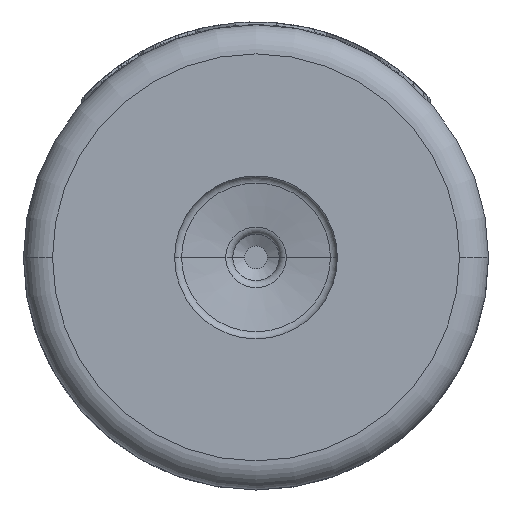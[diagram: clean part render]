
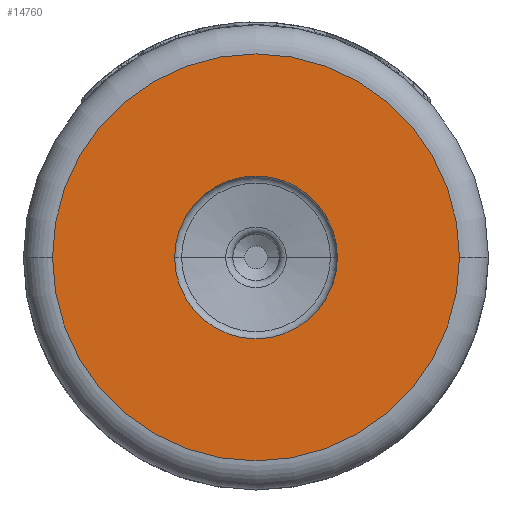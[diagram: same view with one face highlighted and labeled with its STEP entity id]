
A CAD part, front view. The second image highlights one B-rep face of the part: STEP entity #14760.
In plain terms, the highlighted planar face has unit normal (0, -1, 0).
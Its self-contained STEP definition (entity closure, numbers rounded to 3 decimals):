
#2238=CARTESIAN_POINT('',(0.,-4.,0.));
#2239=DIRECTION('',(0.,-1.,0.));
#2240=DIRECTION('',(-1.,0.,0.));
#2241=AXIS2_PLACEMENT_3D('',#2238,#2239,#2240);
#2253=CARTESIAN_POINT('',(0.,-4.,0.));
#2254=DIRECTION('',(0.,-1.,0.));
#2255=DIRECTION('',(-1.,0.,0.));
#2256=AXIS2_PLACEMENT_3D('',#2253,#2254,#2255);
#2258=CARTESIAN_POINT('',(0.,-4.,0.));
#2259=DIRECTION('',(0.,-1.,0.));
#2260=DIRECTION('',(1.,0.,0.));
#2261=AXIS2_PLACEMENT_3D('',#2258,#2259,#2260);
#2263=CARTESIAN_POINT('',(0.,-4.,0.));
#2264=DIRECTION('',(0.,-1.,0.));
#2265=DIRECTION('',(1.,0.,0.));
#2266=AXIS2_PLACEMENT_3D('',#2263,#2264,#2265);
#12337=CARTESIAN_POINT('',(-1.4,-4.,0.));
#12338=CARTESIAN_POINT('',(1.4,-4.,0.));
#12339=VERTEX_POINT('',#12337);
#12340=VERTEX_POINT('',#12338);
#12341=CARTESIAN_POINT('',(3.5,-4.,0.));
#12342=CARTESIAN_POINT('',(-3.5,-4.,0.));
#12343=VERTEX_POINT('',#12341);
#12344=VERTEX_POINT('',#12342);
#14744=CARTESIAN_POINT('',(0.,-4.,0.));
#14745=DIRECTION('',(0.,1.,0.));
#14746=DIRECTION('',(1.,0.,0.));
#14747=AXIS2_PLACEMENT_3D('',#14744,#14745,#14746);
#14748=PLANE('',#14747);
#14750=ORIENTED_EDGE('',*,*,#14749,.F.);
#14751=ORIENTED_EDGE('',*,*,#14734,.F.);
#14752=EDGE_LOOP('',(#14750,#14751));
#14753=FACE_OUTER_BOUND('',#14752,.F.);
#14755=ORIENTED_EDGE('',*,*,#14754,.T.);
#14757=ORIENTED_EDGE('',*,*,#14756,.T.);
#14758=EDGE_LOOP('',(#14755,#14757));
#14759=FACE_BOUND('',#14758,.F.);
#14760=ADVANCED_FACE('',(#14753,#14759),#14748,.F.);
#2242=CIRCLE('',#2241,3.5);
#2257=CIRCLE('',#2256,1.4);
#2262=CIRCLE('',#2261,1.4);
#2267=CIRCLE('',#2266,3.5);
#14734=EDGE_CURVE('',#12344,#12343,#2242,.T.);
#14749=EDGE_CURVE('',#12343,#12344,#2267,.T.);
#14754=EDGE_CURVE('',#12339,#12340,#2257,.T.);
#14756=EDGE_CURVE('',#12340,#12339,#2262,.T.);
